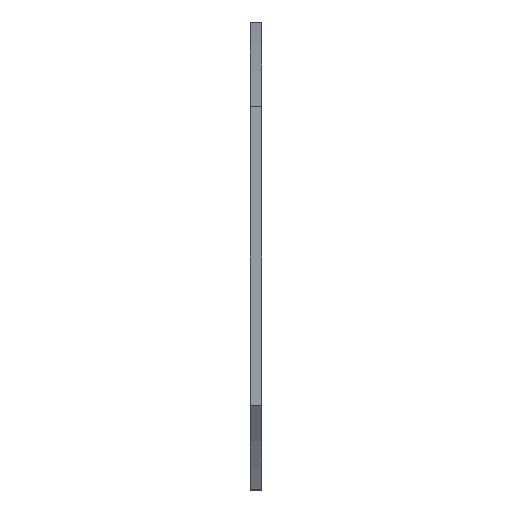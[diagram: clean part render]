
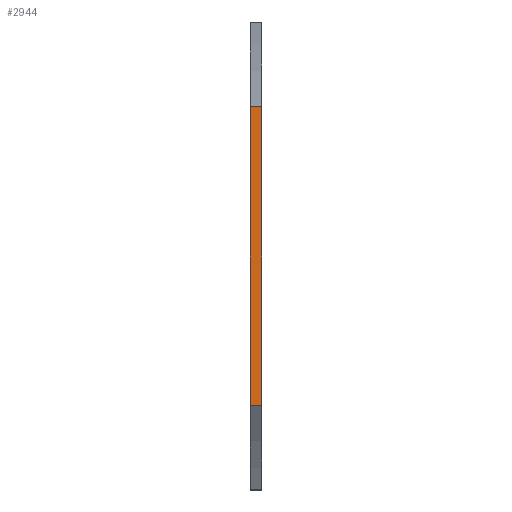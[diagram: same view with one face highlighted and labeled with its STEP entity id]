
A CAD part, left-side view. The second image highlights one B-rep face of the part: STEP entity #2944.
In plain terms, the highlighted planar face has unit normal (-1, 0, 0).
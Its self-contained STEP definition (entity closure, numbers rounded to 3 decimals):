
#336 = DIRECTION ( 'NONE',  ( 0., 1., 0. ) ) ;
#445 = VERTEX_POINT ( 'NONE', #3299 ) ;
#770 = LINE ( 'NONE', #4832, #3388 ) ;
#867 = DIRECTION ( 'NONE',  ( 0., 0., -1. ) ) ;
#930 = LINE ( 'NONE', #1869, #5216 ) ;
#963 = LINE ( 'NONE', #5000, #4573 ) ;
#974 = VERTEX_POINT ( 'NONE', #5957 ) ;
#1040 = VECTOR ( 'NONE', #2636, 1000. ) ;
#1139 = VERTEX_POINT ( 'NONE', #6518 ) ;
#1154 = CARTESIAN_POINT ( 'NONE',  ( 407.56, 931.71, 835.648 ) ) ;
#1320 = DIRECTION ( 'NONE',  ( 0., 1., 0. ) ) ;
#1322 = ORIENTED_EDGE ( 'NONE', *, *, #4469, .T. ) ;
#1869 = CARTESIAN_POINT ( 'NONE',  ( 407.56, 931.71, 785.08 ) ) ;
#2073 = EDGE_CURVE ( 'NONE', #3049, #445, #770, .T. ) ;
#2164 = AXIS2_PLACEMENT_3D ( 'NONE', #6484, #4416, #1320 ) ;
#2230 = LINE ( 'NONE', #1154, #1040 ) ;
#2636 = DIRECTION ( 'NONE',  ( 0., 1., 0. ) ) ;
#2944 = ADVANCED_FACE ( 'NONE', ( #5482 ), #6016, .F. ) ;
#3049 = VERTEX_POINT ( 'NONE', #4583 ) ;
#3065 = ORIENTED_EDGE ( 'NONE', *, *, #2073, .T. ) ;
#3299 = CARTESIAN_POINT ( 'NONE',  ( 407.56, 933.71, 785.08 ) ) ;
#3388 = VECTOR ( 'NONE', #3834, 1000. ) ;
#3591 = EDGE_LOOP ( 'NONE', ( #3629, #1322, #3065, #6038 ) ) ;
#3629 = ORIENTED_EDGE ( 'NONE', *, *, #6387, .F. ) ;
#3834 = DIRECTION ( 'NONE',  ( 0., 0., -1. ) ) ;
#4416 = DIRECTION ( 'NONE',  ( 1., 0., 0. ) ) ;
#4469 = EDGE_CURVE ( 'NONE', #1139, #3049, #2230, .T. ) ;
#4573 = VECTOR ( 'NONE', #867, 1000. ) ;
#4583 = CARTESIAN_POINT ( 'NONE',  ( 407.56, 933.71, 835.648 ) ) ;
#4832 = CARTESIAN_POINT ( 'NONE',  ( 407.56, 933.71, 0. ) ) ;
#5000 = CARTESIAN_POINT ( 'NONE',  ( 407.56, 931.71, 0. ) ) ;
#5216 = VECTOR ( 'NONE', #336, 1000. ) ;
#5482 = FACE_OUTER_BOUND ( 'NONE', #3591, .T. ) ;
#5957 = CARTESIAN_POINT ( 'NONE',  ( 407.56, 931.71, 785.08 ) ) ;
#6016 = PLANE ( 'NONE',  #2164 ) ;
#6038 = ORIENTED_EDGE ( 'NONE', *, *, #6356, .F. ) ;
#6356 = EDGE_CURVE ( 'NONE', #974, #445, #930, .T. ) ;
#6387 = EDGE_CURVE ( 'NONE', #1139, #974, #963, .T. ) ;
#6484 = CARTESIAN_POINT ( 'NONE',  ( 407.56, 931.71, 0. ) ) ;
#6518 = CARTESIAN_POINT ( 'NONE',  ( 407.56, 931.71, 835.648 ) ) ;
